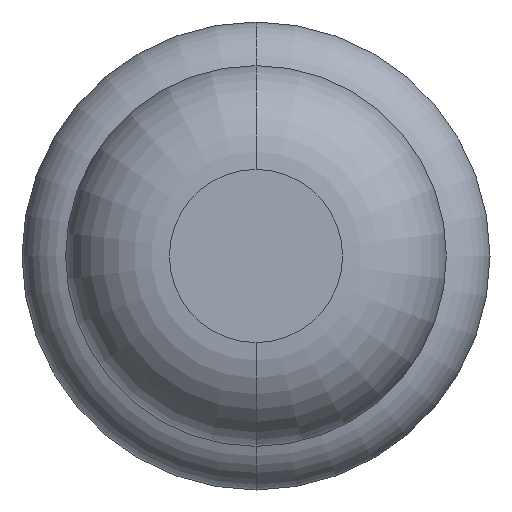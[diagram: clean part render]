
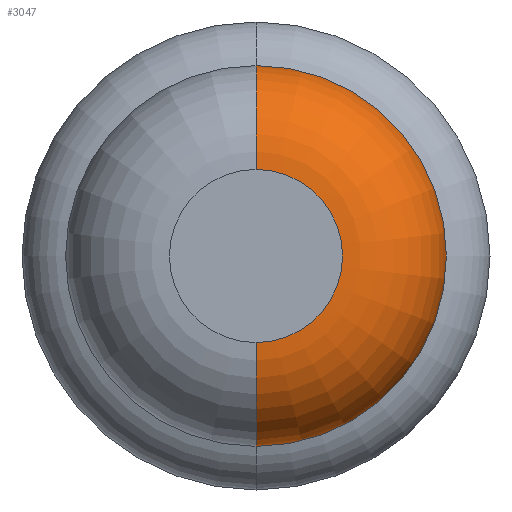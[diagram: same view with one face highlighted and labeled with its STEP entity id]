
A CAD part, front view. The second image highlights one B-rep face of the part: STEP entity #3047.
In plain terms, the highlighted toroidal (fillet/blend) face has major radius 0.375 mm and minor radius 0.45 mm.
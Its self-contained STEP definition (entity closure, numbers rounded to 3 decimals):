
#32 = DIRECTION ( 'NONE',  ( 0., 0., 1. ) ) ;
#95 = DIRECTION ( 'NONE',  ( 1., 0., 0. ) ) ;
#251 = ORIENTED_EDGE ( 'NONE', *, *, #3717, .F. ) ;
#316 = DIRECTION ( 'NONE',  ( -1., 0., 0. ) ) ;
#483 = ORIENTED_EDGE ( 'NONE', *, *, #903, .T. ) ;
#558 = CIRCLE ( 'NONE', #2879, 0.45 ) ;
#615 = AXIS2_PLACEMENT_3D ( 'NONE', #1534, #2979, #940 ) ;
#708 = DIRECTION ( 'NONE',  ( 0., 0., -1. ) ) ;
#774 = EDGE_CURVE ( 'NONE', #786, #871, #558, .T. ) ;
#786 = VERTEX_POINT ( 'NONE', #2638 ) ;
#807 = FACE_OUTER_BOUND ( 'NONE', #3623, .T. ) ;
#871 = VERTEX_POINT ( 'NONE', #1176 ) ;
#881 = CARTESIAN_POINT ( 'NONE',  ( 0., 0., 0. ) ) ;
#897 = CARTESIAN_POINT ( 'NONE',  ( 0., 0.45, -0.375 ) ) ;
#903 = EDGE_CURVE ( 'NONE', #3453, #2176, #2558, .T. ) ;
#940 = DIRECTION ( 'NONE',  ( 0., 0., -1. ) ) ;
#1176 = CARTESIAN_POINT ( 'NONE',  ( 0., 0., -0.375 ) ) ;
#1257 = DIRECTION ( 'NONE',  ( 0., -1., 0. ) ) ;
#1319 = CIRCLE ( 'NONE', #1677, 0.825 ) ;
#1534 = CARTESIAN_POINT ( 'NONE',  ( 0., 0.45, 0. ) ) ;
#1630 = TOROIDAL_SURFACE ( 'NONE', #615, 0.375, 0.45 ) ;
#1677 = AXIS2_PLACEMENT_3D ( 'NONE', #2757, #1257, #708 ) ;
#1690 = AXIS2_PLACEMENT_3D ( 'NONE', #881, #2939, #2683 ) ;
#1830 = ORIENTED_EDGE ( 'NONE', *, *, #2400, .T. ) ;
#1844 = CIRCLE ( 'NONE', #1690, 0.375 ) ;
#2176 = VERTEX_POINT ( 'NONE', #3205 ) ;
#2352 = CARTESIAN_POINT ( 'NONE',  ( 0., 0.45, 0.825 ) ) ;
#2400 = EDGE_CURVE ( 'NONE', #786, #3453, #1319, .T. ) ;
#2558 = CIRCLE ( 'NONE', #3288, 0.45 ) ;
#2638 = CARTESIAN_POINT ( 'NONE',  ( 0., 0.45, -0.825 ) ) ;
#2683 = DIRECTION ( 'NONE',  ( 0., 0., -1. ) ) ;
#2733 = DIRECTION ( 'NONE',  ( 0., 0., -1. ) ) ;
#2757 = CARTESIAN_POINT ( 'NONE',  ( 0., 0.45, 0. ) ) ;
#2879 = AXIS2_PLACEMENT_3D ( 'NONE', #897, #316, #32 ) ;
#2939 = DIRECTION ( 'NONE',  ( 0., -1., 0. ) ) ;
#2979 = DIRECTION ( 'NONE',  ( 0., -1., 0. ) ) ;
#3047 = ADVANCED_FACE ( 'NONE', ( #807 ), #1630, .T. ) ;
#3205 = CARTESIAN_POINT ( 'NONE',  ( 0., 0., 0.375 ) ) ;
#3286 = CARTESIAN_POINT ( 'NONE',  ( 0., 0.45, 0.375 ) ) ;
#3288 = AXIS2_PLACEMENT_3D ( 'NONE', #3286, #95, #2733 ) ;
#3453 = VERTEX_POINT ( 'NONE', #2352 ) ;
#3623 = EDGE_LOOP ( 'NONE', ( #1830, #483, #251, #3701 ) ) ;
#3701 = ORIENTED_EDGE ( 'NONE', *, *, #774, .F. ) ;
#3717 = EDGE_CURVE ( 'NONE', #871, #2176, #1844, .T. ) ;
